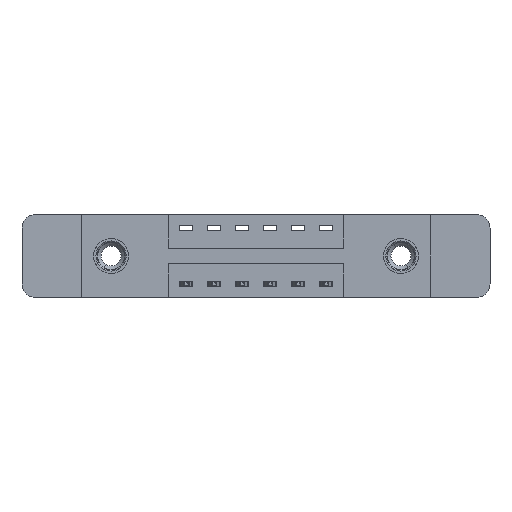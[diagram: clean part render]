
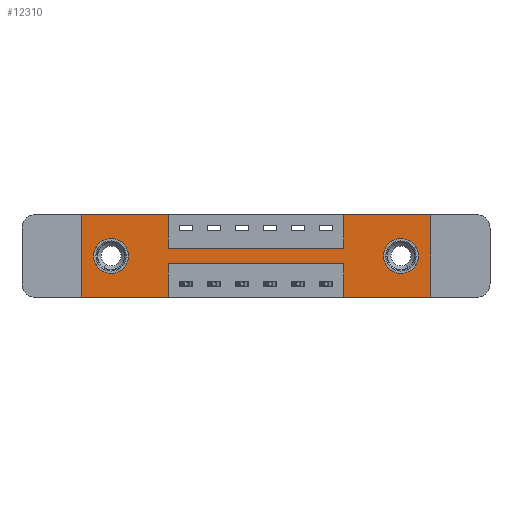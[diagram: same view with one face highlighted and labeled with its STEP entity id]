
A CAD part, front view. The second image highlights one B-rep face of the part: STEP entity #12310.
In plain terms, the highlighted planar face has unit normal (0, -1, 0).
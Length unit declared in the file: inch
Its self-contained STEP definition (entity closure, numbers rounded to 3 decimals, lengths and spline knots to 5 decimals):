
#123 = VECTOR ( 'NONE', #11438, 39.37008 ) ;
#258 = VERTEX_POINT ( 'NONE', #13341 ) ;
#269 = EDGE_CURVE ( 'NONE', #466, #9365, #7155, .T. ) ;
#340 = VERTEX_POINT ( 'NONE', #9680 ) ;
#341 = PLANE ( 'NONE',  #4778 ) ;
#393 = CARTESIAN_POINT ( 'NONE',  ( 1.4275, 0., -0.185 ) ) ;
#429 = DIRECTION ( 'NONE',  ( 0., 0., -1. ) ) ;
#466 = VERTEX_POINT ( 'NONE', #10603 ) ;
#498 = DIRECTION ( 'NONE',  ( 0., 0., 1. ) ) ;
#547 = CARTESIAN_POINT ( 'NONE',  ( 0.3875, 0., -0.37 ) ) ;
#807 = CARTESIAN_POINT ( 'NONE',  ( 0., 0., 0. ) ) ;
#847 = ORIENTED_EDGE ( 'NONE', *, *, #13113, .F. ) ;
#1090 = LINE ( 'NONE', #1272, #7711 ) ;
#1272 = CARTESIAN_POINT ( 'NONE',  ( 0., 0., 0. ) ) ;
#1343 = EDGE_LOOP ( 'NONE', ( #2791, #1642 ) ) ;
#1368 = EDGE_CURVE ( 'NONE', #11750, #4354, #5047, .T. ) ;
#1369 = ORIENTED_EDGE ( 'NONE', *, *, #12738, .F. ) ;
#1442 = VERTEX_POINT ( 'NONE', #5164 ) ;
#1479 = DIRECTION ( 'NONE',  ( 0., 0., 1. ) ) ;
#1642 = ORIENTED_EDGE ( 'NONE', *, *, #1368, .T. ) ;
#1674 = CARTESIAN_POINT ( 'NONE',  ( 1.1725, 0., -0.37 ) ) ;
#1778 = CARTESIAN_POINT ( 'NONE',  ( 1.1725, 0., 0. ) ) ;
#1861 = EDGE_CURVE ( 'NONE', #2603, #1442, #13728, .T. ) ;
#1880 = VERTEX_POINT ( 'NONE', #14080 ) ;
#1959 = AXIS2_PLACEMENT_3D ( 'NONE', #393, #2481, #7851 ) ;
#2436 = AXIS2_PLACEMENT_3D ( 'NONE', #11404, #10227, #498 ) ;
#2481 = DIRECTION ( 'NONE',  ( 0., 1., 0. ) ) ;
#2561 = LINE ( 'NONE', #547, #13361 ) ;
#2603 = VERTEX_POINT ( 'NONE', #3465 ) ;
#2703 = LINE ( 'NONE', #11441, #4896 ) ;
#2723 = ORIENTED_EDGE ( 'NONE', *, *, #7974, .F. ) ;
#2791 = ORIENTED_EDGE ( 'NONE', *, *, #6280, .T. ) ;
#2842 = DIRECTION ( 'NONE',  ( -1., 0., 0. ) ) ;
#2851 = DIRECTION ( 'NONE',  ( 0., 0., 1. ) ) ;
#3211 = ORIENTED_EDGE ( 'NONE', *, *, #4722, .F. ) ;
#3465 = CARTESIAN_POINT ( 'NONE',  ( 1.1725, 0., -0.22 ) ) ;
#3516 = CARTESIAN_POINT ( 'NONE',  ( 1.56, 0., 0. ) ) ;
#3617 = CARTESIAN_POINT ( 'NONE',  ( 0.3875, 0., 0. ) ) ;
#3754 = LINE ( 'NONE', #1674, #7545 ) ;
#3773 = LINE ( 'NONE', #5236, #5619 ) ;
#3909 = LINE ( 'NONE', #1778, #8830 ) ;
#4043 = VECTOR ( 'NONE', #429, 39.37008 ) ;
#4071 = CARTESIAN_POINT ( 'NONE',  ( 0.3875, 0., -0.22 ) ) ;
#4225 = VERTEX_POINT ( 'NONE', #9510 ) ;
#4258 = ORIENTED_EDGE ( 'NONE', *, *, #10839, .F. ) ;
#4296 = CARTESIAN_POINT ( 'NONE',  ( 1.4275, 0., -0.263 ) ) ;
#4336 = CARTESIAN_POINT ( 'NONE',  ( 0., 0., -0.37 ) ) ;
#4354 = VERTEX_POINT ( 'NONE', #11965 ) ;
#4553 = FACE_BOUND ( 'NONE', #1343, .T. ) ;
#4664 = CARTESIAN_POINT ( 'NONE',  ( 1.4275, 0., -0.107 ) ) ;
#4722 = EDGE_CURVE ( 'NONE', #9365, #340, #4863, .T. ) ;
#4778 = AXIS2_PLACEMENT_3D ( 'NONE', #5486, #8888, #7868 ) ;
#4863 = LINE ( 'NONE', #9485, #123 ) ;
#4896 = VECTOR ( 'NONE', #7956, 39.37008 ) ;
#4939 = ORIENTED_EDGE ( 'NONE', *, *, #5476, .T. ) ;
#4951 = DIRECTION ( 'NONE',  ( 0., 0., -1. ) ) ;
#5020 = DIRECTION ( 'NONE',  ( 0., 1., 0. ) ) ;
#5047 = CIRCLE ( 'NONE', #12220, 0.078 ) ;
#5110 = CARTESIAN_POINT ( 'NONE',  ( 0.3875, 0., -0.15 ) ) ;
#5115 = AXIS2_PLACEMENT_3D ( 'NONE', #13987, #5020, #8576 ) ;
#5164 = CARTESIAN_POINT ( 'NONE',  ( 0.3875, 0., -0.22 ) ) ;
#5173 = VERTEX_POINT ( 'NONE', #5285 ) ;
#5236 = CARTESIAN_POINT ( 'NONE',  ( 0., 0., -0.37 ) ) ;
#5285 = CARTESIAN_POINT ( 'NONE',  ( 1.1725, 0., 0. ) ) ;
#5343 = CIRCLE ( 'NONE', #1959, 0.078 ) ;
#5413 = ORIENTED_EDGE ( 'NONE', *, *, #269, .F. ) ;
#5476 = EDGE_CURVE ( 'NONE', #9063, #11136, #5343, .T. ) ;
#5486 = CARTESIAN_POINT ( 'NONE',  ( 0., 0., -0.37 ) ) ;
#5619 = VECTOR ( 'NONE', #2842, 39.37008 ) ;
#5797 = EDGE_CURVE ( 'NONE', #5173, #4225, #13902, .T. ) ;
#5857 = EDGE_LOOP ( 'NONE', ( #2723, #12157, #847, #1369, #9046, #13737, #4258, #3211, #5413, #10748, #6200, #6988 ) ) ;
#6200 = ORIENTED_EDGE ( 'NONE', *, *, #6971, .F. ) ;
#6280 = EDGE_CURVE ( 'NONE', #4354, #11750, #9309, .T. ) ;
#6705 = VECTOR ( 'NONE', #12648, 39.37008 ) ;
#6971 = EDGE_CURVE ( 'NONE', #12587, #258, #1090, .T. ) ;
#6988 = ORIENTED_EDGE ( 'NONE', *, *, #11232, .F. ) ;
#7109 = CARTESIAN_POINT ( 'NONE',  ( 0.1325, 0., -0.263 ) ) ;
#7155 = LINE ( 'NONE', #3617, #11480 ) ;
#7365 = LINE ( 'NONE', #807, #11593 ) ;
#7545 = VECTOR ( 'NONE', #8121, 39.37008 ) ;
#7625 = EDGE_LOOP ( 'NONE', ( #12382, #4939 ) ) ;
#7711 = VECTOR ( 'NONE', #13426, 39.37008 ) ;
#7729 = FACE_BOUND ( 'NONE', #7625, .T. ) ;
#7851 = DIRECTION ( 'NONE',  ( 0., 0., -1. ) ) ;
#7868 = DIRECTION ( 'NONE',  ( 0., 0., -1. ) ) ;
#7956 = DIRECTION ( 'NONE',  ( -1., 0., 0. ) ) ;
#7972 = DIRECTION ( 'NONE',  ( 0., 0., -1. ) ) ;
#7974 = EDGE_CURVE ( 'NONE', #1442, #1880, #2561, .T. ) ;
#8121 = DIRECTION ( 'NONE',  ( 0., 0., 1. ) ) ;
#8576 = DIRECTION ( 'NONE',  ( 0., 0., -1. ) ) ;
#8830 = VECTOR ( 'NONE', #2851, 39.37008 ) ;
#8888 = DIRECTION ( 'NONE',  ( 0., -1., 0. ) ) ;
#8935 = VERTEX_POINT ( 'NONE', #11998 ) ;
#9046 = ORIENTED_EDGE ( 'NONE', *, *, #10339, .F. ) ;
#9063 = VERTEX_POINT ( 'NONE', #4296 ) ;
#9064 = VECTOR ( 'NONE', #10543, 39.37008 ) ;
#9083 = CARTESIAN_POINT ( 'NONE',  ( 0.1325, 0., -0.185 ) ) ;
#9309 = CIRCLE ( 'NONE', #2436, 0.078 ) ;
#9365 = VERTEX_POINT ( 'NONE', #5110 ) ;
#9485 = CARTESIAN_POINT ( 'NONE',  ( 0.3875, 0., -0.15 ) ) ;
#9499 = CARTESIAN_POINT ( 'NONE',  ( 0., 0., 0. ) ) ;
#9510 = CARTESIAN_POINT ( 'NONE',  ( 1.56, 0., 0. ) ) ;
#9680 = CARTESIAN_POINT ( 'NONE',  ( 1.1725, 0., -0.15 ) ) ;
#10084 = EDGE_CURVE ( 'NONE', #258, #466, #7365, .T. ) ;
#10227 = DIRECTION ( 'NONE',  ( 0., 1., 0. ) ) ;
#10229 = LINE ( 'NONE', #3516, #4043 ) ;
#10270 = DIRECTION ( 'NONE',  ( 0., 1., 0. ) ) ;
#10339 = EDGE_CURVE ( 'NONE', #4225, #8935, #10229, .T. ) ;
#10543 = DIRECTION ( 'NONE',  ( 1., 0., 0. ) ) ;
#10603 = CARTESIAN_POINT ( 'NONE',  ( 0.3875, 0., 0. ) ) ;
#10748 = ORIENTED_EDGE ( 'NONE', *, *, #10084, .F. ) ;
#10839 = EDGE_CURVE ( 'NONE', #340, #5173, #3909, .T. ) ;
#11136 = VERTEX_POINT ( 'NONE', #4664 ) ;
#11232 = EDGE_CURVE ( 'NONE', #1880, #12587, #2703, .T. ) ;
#11337 = CIRCLE ( 'NONE', #5115, 0.078 ) ;
#11404 = CARTESIAN_POINT ( 'NONE',  ( 0.1325, 0., -0.185 ) ) ;
#11438 = DIRECTION ( 'NONE',  ( 1., 0., 0. ) ) ;
#11441 = CARTESIAN_POINT ( 'NONE',  ( 0., 0., -0.37 ) ) ;
#11480 = VECTOR ( 'NONE', #7972, 39.37008 ) ;
#11508 = EDGE_CURVE ( 'NONE', #11136, #9063, #11337, .T. ) ;
#11593 = VECTOR ( 'NONE', #12735, 39.37008 ) ;
#11750 = VERTEX_POINT ( 'NONE', #7109 ) ;
#11965 = CARTESIAN_POINT ( 'NONE',  ( 0.1325, 0., -0.107 ) ) ;
#11998 = CARTESIAN_POINT ( 'NONE',  ( 1.56, 0., -0.37 ) ) ;
#12157 = ORIENTED_EDGE ( 'NONE', *, *, #1861, .F. ) ;
#12161 = VERTEX_POINT ( 'NONE', #14076 ) ;
#12220 = AXIS2_PLACEMENT_3D ( 'NONE', #9083, #10270, #1479 ) ;
#12310 = ADVANCED_FACE ( 'NONE', ( #7729, #4553, #13381 ), #341, .T. ) ;
#12382 = ORIENTED_EDGE ( 'NONE', *, *, #11508, .T. ) ;
#12587 = VERTEX_POINT ( 'NONE', #4336 ) ;
#12648 = DIRECTION ( 'NONE',  ( -1., 0., 0. ) ) ;
#12735 = DIRECTION ( 'NONE',  ( 1., 0., 0. ) ) ;
#12738 = EDGE_CURVE ( 'NONE', #8935, #12161, #3773, .T. ) ;
#13113 = EDGE_CURVE ( 'NONE', #12161, #2603, #3754, .T. ) ;
#13341 = CARTESIAN_POINT ( 'NONE',  ( 0., 0., 0. ) ) ;
#13361 = VECTOR ( 'NONE', #4951, 39.37008 ) ;
#13381 = FACE_OUTER_BOUND ( 'NONE', #5857, .T. ) ;
#13426 = DIRECTION ( 'NONE',  ( 0., 0., 1. ) ) ;
#13728 = LINE ( 'NONE', #4071, #6705 ) ;
#13737 = ORIENTED_EDGE ( 'NONE', *, *, #5797, .F. ) ;
#13902 = LINE ( 'NONE', #9499, #9064 ) ;
#13987 = CARTESIAN_POINT ( 'NONE',  ( 1.4275, 0., -0.185 ) ) ;
#14076 = CARTESIAN_POINT ( 'NONE',  ( 1.1725, 0., -0.37 ) ) ;
#14080 = CARTESIAN_POINT ( 'NONE',  ( 0.3875, 0., -0.37 ) ) ;
